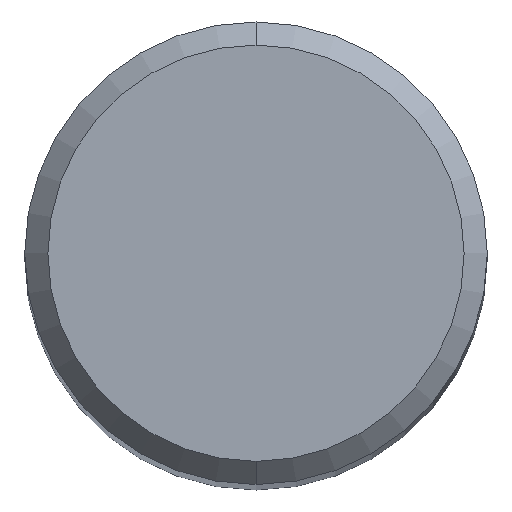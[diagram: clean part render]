
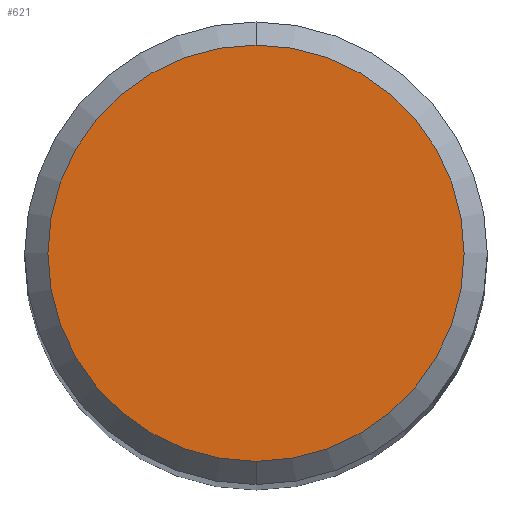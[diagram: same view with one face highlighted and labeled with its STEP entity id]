
A CAD part, top view. The second image highlights one B-rep face of the part: STEP entity #621.
In plain terms, the highlighted planar face has unit normal (0, 0, 1).
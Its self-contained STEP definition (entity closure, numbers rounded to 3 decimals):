
#435=VERTEX_POINT('',#1077);
#447=EDGE_CURVE('',#435,#883,#1090,.T.);
#621=ADVANCED_FACE('',(#1284),#1285,.T.);
#859=EDGE_CURVE('',#883,#435,#1542,.T.);
#883=VERTEX_POINT('',#1570);
#1077=CARTESIAN_POINT('',(0.,-3.6,0.0));
#1090=CIRCLE('',#2183,3.6);
#1284=FACE_OUTER_BOUND('',#4038,.T.);
#1285=PLANE('',#4039);
#1542=CIRCLE('',#6384,3.6);
#1570=CARTESIAN_POINT('',(0.0,3.6,0.0));
#2183=AXIS2_PLACEMENT_3D('',#9351,#9352,#9353);
#4038=EDGE_LOOP('',(#9573,#9574));
#4039=AXIS2_PLACEMENT_3D('',#9575,#9576,#9577);
#6384=AXIS2_PLACEMENT_3D('',#9837,#9838,#9839);
#9351=CARTESIAN_POINT('',(0.0,0.0,0.0));
#9352=DIRECTION('',(0.0,0.0,-1.0));
#9353=DIRECTION('',(0.0,1.0,0.0));
#9573=ORIENTED_EDGE('',*,*,#859,.F.);
#9574=ORIENTED_EDGE('',*,*,#447,.F.);
#9575=CARTESIAN_POINT('',(0.0,1.8,0.0));
#9576=DIRECTION('',(-0.0,0.0,1.0));
#9577=DIRECTION('',(0.0,-1.0,0.0));
#9837=CARTESIAN_POINT('',(0.0,0.0,0.0));
#9838=DIRECTION('',(0.0,0.0,-1.0));
#9839=DIRECTION('',(0.0,1.0,0.0));
